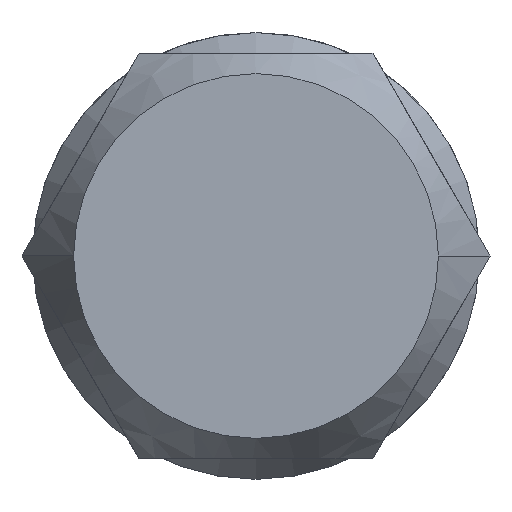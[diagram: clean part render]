
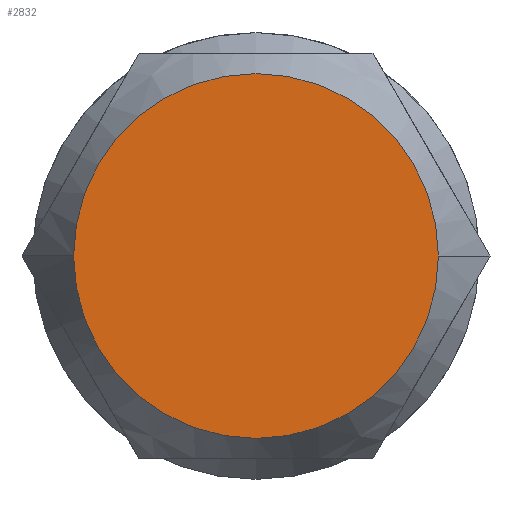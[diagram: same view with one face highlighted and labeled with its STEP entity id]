
A CAD part, front view. The second image highlights one B-rep face of the part: STEP entity #2832.
In plain terms, the highlighted planar face has unit normal (0, -1, 0).
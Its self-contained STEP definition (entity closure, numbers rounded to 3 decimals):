
#174 = CARTESIAN_POINT ( 'NONE',  ( 0., 0., 6.35 ) ) ;
#404 = EDGE_CURVE ( 'Defeature ausgef�hrt5_33+Defeature ausgef�hrt5_34+Defeature ausgef�hrt5_34+Defeature ausgef�hrt5_34', #3323, #1867, #2478, .T. ) ;
#430 = ORIENTED_EDGE ( 'NONE', *, *, #1200, .T. ) ;
#918 = DIRECTION ( 'NONE',  ( 0., -1., 0. ) ) ;
#933 = DIRECTION ( 'NONE',  ( -1., 0., 0. ) ) ;
#1200 = EDGE_CURVE ( 'Defeature ausgef�hrt5_33+Defeature ausgef�hrt5_34+Defeature ausgef�hrt5_34+Defeature ausgef�hrt5_34', #1867, #3323, #1529, .T. ) ;
#1529 = CIRCLE ( 'NONE', #2183, 2.858 ) ;
#1843 = DIRECTION ( 'NONE',  ( -1., 0., 0. ) ) ;
#1867 = VERTEX_POINT ( 'NONE', #4231 ) ;
#1935 = PLANE ( 'NONE',  #4088 ) ;
#2099 = CARTESIAN_POINT ( 'NONE',  ( -2.858, 0., 0. ) ) ;
#2162 = ORIENTED_EDGE ( 'NONE', *, *, #404, .T. ) ;
#2183 = AXIS2_PLACEMENT_3D ( 'NONE', #2184, #2874, #1843 ) ;
#2184 = CARTESIAN_POINT ( 'NONE',  ( 0., 0., 0. ) ) ;
#2478 = CIRCLE ( 'NONE', #4365, 2.858 ) ;
#2832 = ADVANCED_FACE ( 'Defeature ausgef�hrt5_33', ( #3871 ), #1935, .T. ) ;
#2874 = DIRECTION ( 'NONE',  ( 0., -1., 0. ) ) ;
#3064 = CARTESIAN_POINT ( 'NONE',  ( 0., 0., 0. ) ) ;
#3096 = DIRECTION ( 'NONE',  ( 0., -1., 0. ) ) ;
#3323 = VERTEX_POINT ( 'NONE', #2099 ) ;
#3431 = DIRECTION ( 'NONE',  ( -1., 0., 0. ) ) ;
#3773 = EDGE_LOOP ( 'NONE', ( #430, #2162 ) ) ;
#3871 = FACE_OUTER_BOUND ( 'NONE', #3773, .T. ) ;
#4088 = AXIS2_PLACEMENT_3D ( 'NONE', #174, #3096, #933 ) ;
#4231 = CARTESIAN_POINT ( 'NONE',  ( 2.858, 0., 0. ) ) ;
#4365 = AXIS2_PLACEMENT_3D ( 'NONE', #3064, #918, #3431 ) ;
